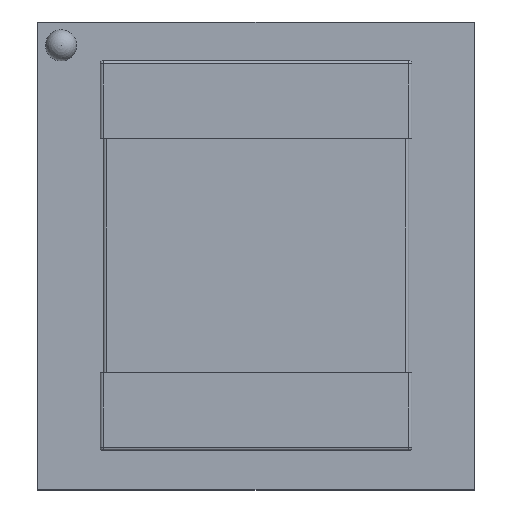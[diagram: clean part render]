
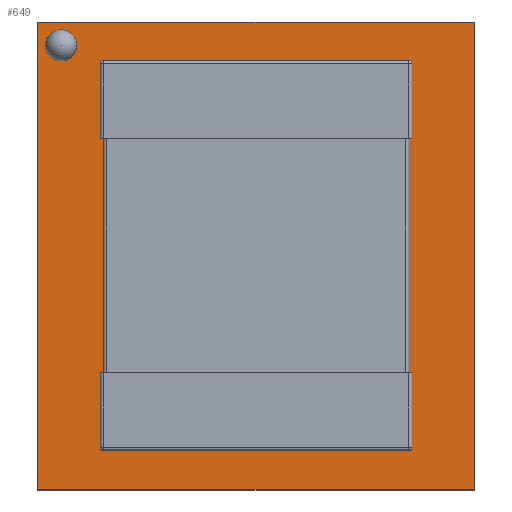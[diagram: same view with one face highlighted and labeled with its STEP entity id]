
A CAD part, top view. The second image highlights one B-rep face of the part: STEP entity #649.
In plain terms, the highlighted planar face has unit normal (0, 0, 1).
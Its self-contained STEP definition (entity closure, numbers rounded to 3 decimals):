
#14=FACE_BOUND('',#238,.T.);
#15=FACE_BOUND('',#239,.T.);
#33=PLANE('',#725);
#52=LINE('',#984,#112);
#55=LINE('',#991,#115);
#58=LINE('',#995,#118);
#70=LINE('',#1040,#130);
#73=LINE('',#1047,#133);
#76=LINE('',#1051,#136);
#77=LINE('',#1053,#137);
#78=LINE('',#1055,#138);
#79=LINE('',#1057,#139);
#80=LINE('',#1059,#140);
#81=LINE('',#1061,#141);
#82=LINE('',#1063,#142);
#85=LINE('',#1071,#145);
#88=LINE('',#1077,#148);
#91=LINE('',#1083,#151);
#94=LINE('',#1087,#154);
#112=VECTOR('',#802,10.);
#115=VECTOR('',#809,10.);
#118=VECTOR('',#812,10.);
#130=VECTOR('',#860,10.);
#133=VECTOR('',#867,10.);
#136=VECTOR('',#870,10.);
#137=VECTOR('',#873,10.);
#138=VECTOR('',#876,10.);
#139=VECTOR('',#879,10.);
#140=VECTOR('',#882,10.);
#141=VECTOR('',#885,10.);
#142=VECTOR('',#888,10.);
#145=VECTOR('',#893,10.);
#148=VECTOR('',#898,10.);
#151=VECTOR('',#903,10.);
#154=VECTOR('',#908,10.);
#201=FACE_OUTER_BOUND('',#237,.T.);
#237=EDGE_LOOP('',(#554,#555,#556,#557));
#238=EDGE_LOOP('',(#558));
#239=EDGE_LOOP('',(#559,#560,#561,#562,#563,#564,#565,#566,#567,#568,#569,
#570,#571,#572,#573,#574));
#241=CIRCLE('',#666,0.1);
#250=CIRCLE('',#680,0.02);
#254=CIRCLE('',#686,0.02);
#260=CIRCLE('',#700,0.02);
#264=CIRCLE('',#706,0.02);
#267=VERTEX_POINT('',#915);
#280=VERTEX_POINT('',#948);
#281=VERTEX_POINT('',#949);
#285=VERTEX_POINT('',#961);
#286=VERTEX_POINT('',#962);
#291=VERTEX_POINT('',#982);
#292=VERTEX_POINT('',#988);
#293=VERTEX_POINT('',#990);
#294=VERTEX_POINT('',#993);
#298=VERTEX_POINT('',#1004);
#299=VERTEX_POINT('',#1005);
#303=VERTEX_POINT('',#1017);
#304=VERTEX_POINT('',#1018);
#309=VERTEX_POINT('',#1038);
#310=VERTEX_POINT('',#1044);
#311=VERTEX_POINT('',#1046);
#312=VERTEX_POINT('',#1049);
#315=VERTEX_POINT('',#1068);
#316=VERTEX_POINT('',#1070);
#318=VERTEX_POINT('',#1076);
#320=VERTEX_POINT('',#1082);
#321=EDGE_CURVE('',#267,#267,#241,.T.);
#336=EDGE_CURVE('',#280,#281,#250,.F.);
#342=EDGE_CURVE('',#285,#286,#254,.F.);
#354=EDGE_CURVE('',#280,#291,#52,.T.);
#357=EDGE_CURVE('',#293,#292,#55,.T.);
#360=EDGE_CURVE('',#291,#294,#58,.T.);
#364=EDGE_CURVE('',#298,#299,#260,.F.);
#370=EDGE_CURVE('',#303,#304,#264,.F.);
#382=EDGE_CURVE('',#298,#309,#70,.T.);
#385=EDGE_CURVE('',#311,#310,#73,.T.);
#388=EDGE_CURVE('',#309,#312,#76,.T.);
#389=EDGE_CURVE('',#294,#311,#77,.T.);
#390=EDGE_CURVE('',#312,#293,#78,.T.);
#391=EDGE_CURVE('',#292,#286,#79,.T.);
#392=EDGE_CURVE('',#285,#281,#80,.T.);
#393=EDGE_CURVE('',#310,#304,#81,.T.);
#394=EDGE_CURVE('',#303,#299,#82,.T.);
#397=EDGE_CURVE('',#316,#315,#85,.T.);
#400=EDGE_CURVE('',#318,#316,#88,.T.);
#403=EDGE_CURVE('',#320,#318,#91,.T.);
#406=EDGE_CURVE('',#315,#320,#94,.T.);
#554=ORIENTED_EDGE('',*,*,#406,.T.);
#555=ORIENTED_EDGE('',*,*,#403,.T.);
#556=ORIENTED_EDGE('',*,*,#400,.T.);
#557=ORIENTED_EDGE('',*,*,#397,.T.);
#558=ORIENTED_EDGE('',*,*,#321,.T.);
#559=ORIENTED_EDGE('',*,*,#390,.T.);
#560=ORIENTED_EDGE('',*,*,#357,.T.);
#561=ORIENTED_EDGE('',*,*,#391,.T.);
#562=ORIENTED_EDGE('',*,*,#342,.F.);
#563=ORIENTED_EDGE('',*,*,#392,.T.);
#564=ORIENTED_EDGE('',*,*,#336,.F.);
#565=ORIENTED_EDGE('',*,*,#354,.T.);
#566=ORIENTED_EDGE('',*,*,#360,.T.);
#567=ORIENTED_EDGE('',*,*,#389,.T.);
#568=ORIENTED_EDGE('',*,*,#385,.T.);
#569=ORIENTED_EDGE('',*,*,#393,.T.);
#570=ORIENTED_EDGE('',*,*,#370,.F.);
#571=ORIENTED_EDGE('',*,*,#394,.T.);
#572=ORIENTED_EDGE('',*,*,#364,.F.);
#573=ORIENTED_EDGE('',*,*,#382,.T.);
#574=ORIENTED_EDGE('',*,*,#388,.T.);
#649=ADVANCED_FACE('',(#201,#14,#15),#33,.T.);
#666=AXIS2_PLACEMENT_3D('',#916,#731,#732);
#680=AXIS2_PLACEMENT_3D('',#950,#765,#766);
#686=AXIS2_PLACEMENT_3D('',#963,#779,#780);
#700=AXIS2_PLACEMENT_3D('',#1006,#823,#824);
#706=AXIS2_PLACEMENT_3D('',#1019,#837,#838);
#725=AXIS2_PLACEMENT_3D('',#1088,#909,#910);
#731=DIRECTION('center_axis',(0.,0.,-1.));
#732=DIRECTION('ref_axis',(0.,1.,0.));
#765=DIRECTION('center_axis',(0.,0.,-1.));
#766=DIRECTION('ref_axis',(-0.707,-0.707,0.));
#779=DIRECTION('center_axis',(0.,0.,-1.));
#780=DIRECTION('ref_axis',(0.707,-0.707,0.));
#802=DIRECTION('',(0.,1.,0.));
#809=DIRECTION('',(1.,0.,0.));
#812=DIRECTION('',(1.,0.,0.));
#823=DIRECTION('center_axis',(0.,0.,-1.));
#824=DIRECTION('ref_axis',(0.707,0.707,0.));
#837=DIRECTION('center_axis',(0.,0.,-1.));
#838=DIRECTION('ref_axis',(-0.707,0.707,0.));
#860=DIRECTION('',(0.,-1.,0.));
#867=DIRECTION('',(-1.,0.,0.));
#870=DIRECTION('',(-1.,0.,0.));
#873=DIRECTION('',(0.,1.,0.));
#876=DIRECTION('',(0.,-1.,0.));
#879=DIRECTION('',(0.,-1.,0.));
#882=DIRECTION('',(-1.,0.,0.));
#885=DIRECTION('',(0.,1.,0.));
#888=DIRECTION('',(1.,0.,0.));
#893=DIRECTION('',(-1.,0.,0.));
#898=DIRECTION('',(0.,1.,0.));
#903=DIRECTION('',(1.,0.,0.));
#908=DIRECTION('',(0.,-1.,0.));
#909=DIRECTION('center_axis',(0.,0.,1.));
#910=DIRECTION('ref_axis',(1.,0.,0.));
#915=CARTESIAN_POINT('',(0.05,2.85,0.2));
#916=CARTESIAN_POINT('Origin',(0.15,2.85,0.2));
#948=CARTESIAN_POINT('',(0.4,0.27,0.2));
#949=CARTESIAN_POINT('',(0.42,0.25,0.2));
#950=CARTESIAN_POINT('Origin',(0.42,0.27,0.2));
#961=CARTESIAN_POINT('',(2.38,0.25,0.2));
#962=CARTESIAN_POINT('',(2.4,0.27,0.2));
#963=CARTESIAN_POINT('Origin',(2.38,0.27,0.2));
#982=CARTESIAN_POINT('',(0.4,0.75,0.2));
#984=CARTESIAN_POINT('',(0.4,1.125,0.2));
#988=CARTESIAN_POINT('',(2.4,0.75,0.2));
#990=CARTESIAN_POINT('',(2.38,0.75,0.2));
#991=CARTESIAN_POINT('',(1.9,0.75,0.2));
#993=CARTESIAN_POINT('',(0.42,0.75,0.2));
#995=CARTESIAN_POINT('',(0.91,0.75,0.2));
#1004=CARTESIAN_POINT('',(2.4,2.73,0.2));
#1005=CARTESIAN_POINT('',(2.38,2.75,0.2));
#1006=CARTESIAN_POINT('Origin',(2.38,2.73,0.2));
#1017=CARTESIAN_POINT('',(0.42,2.75,0.2));
#1018=CARTESIAN_POINT('',(0.4,2.73,0.2));
#1019=CARTESIAN_POINT('Origin',(0.42,2.73,0.2));
#1038=CARTESIAN_POINT('',(2.4,2.25,0.2));
#1040=CARTESIAN_POINT('',(2.4,1.875,0.2));
#1044=CARTESIAN_POINT('',(0.4,2.25,0.2));
#1046=CARTESIAN_POINT('',(0.42,2.25,0.2));
#1047=CARTESIAN_POINT('',(0.9,2.25,0.2));
#1049=CARTESIAN_POINT('',(2.38,2.25,0.2));
#1051=CARTESIAN_POINT('',(1.89,2.25,0.2));
#1053=CARTESIAN_POINT('',(0.42,1.875,0.2));
#1055=CARTESIAN_POINT('',(2.38,1.125,0.2));
#1057=CARTESIAN_POINT('',(2.4,0.875,0.2));
#1059=CARTESIAN_POINT('',(0.9,0.25,0.2));
#1061=CARTESIAN_POINT('',(0.4,2.125,0.2));
#1063=CARTESIAN_POINT('',(1.9,2.75,0.2));
#1068=CARTESIAN_POINT('',(0.,3.,0.2));
#1070=CARTESIAN_POINT('',(2.8,3.,0.2));
#1071=CARTESIAN_POINT('',(2.8,3.,0.2));
#1076=CARTESIAN_POINT('',(2.8,0.,0.2));
#1077=CARTESIAN_POINT('',(2.8,0.,0.2));
#1082=CARTESIAN_POINT('',(0.,0.,0.2));
#1083=CARTESIAN_POINT('',(0.,0.,0.2));
#1087=CARTESIAN_POINT('',(0.,3.,0.2));
#1088=CARTESIAN_POINT('Origin',(1.4,1.5,0.2));
